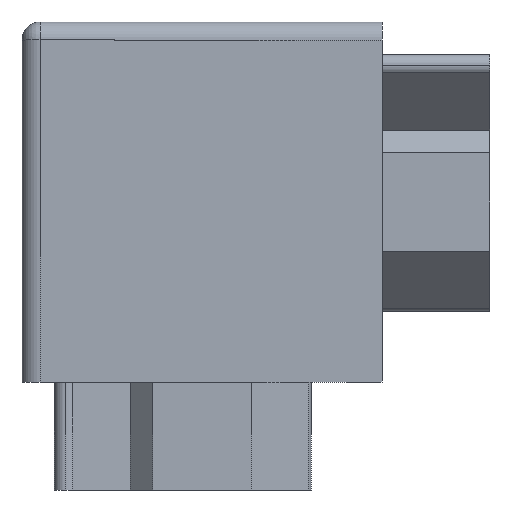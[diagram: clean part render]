
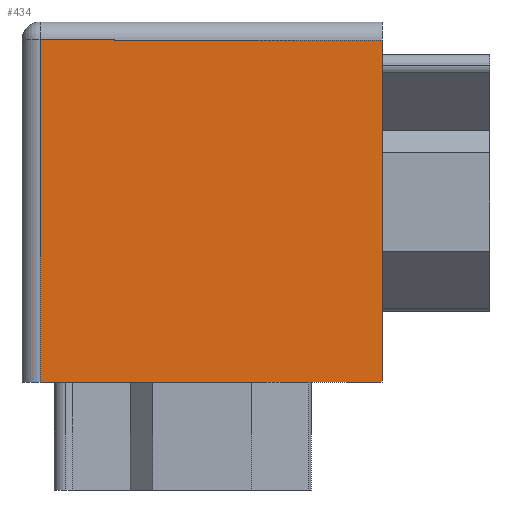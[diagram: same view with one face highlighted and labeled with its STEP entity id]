
A CAD part, left-side view. The second image highlights one B-rep face of the part: STEP entity #434.
In plain terms, the highlighted planar face has unit normal (-1, 0, 0).
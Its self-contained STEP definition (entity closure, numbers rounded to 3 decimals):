
#6 = DIRECTION ( 'NONE',  ( 0., 1., 0. ) ) ;
#13 = VERTEX_POINT ( 'NONE', #1002 ) ;
#23 = AXIS2_PLACEMENT_3D ( 'NONE', #1425, #69, #240 ) ;
#41 = VERTEX_POINT ( 'NONE', #1014 ) ;
#69 = DIRECTION ( 'NONE',  ( -1., 0., 0. ) ) ;
#109 = EDGE_LOOP ( 'NONE', ( #213, #1401, #345, #1784 ) ) ;
#183 = VECTOR ( 'NONE', #447, 1000. ) ;
#186 = VECTOR ( 'NONE', #1168, 1000. ) ;
#213 = ORIENTED_EDGE ( 'NONE', *, *, #541, .T. ) ;
#226 = VERTEX_POINT ( 'NONE', #1834 ) ;
#240 = DIRECTION ( 'NONE',  ( 0., 0., 1. ) ) ;
#304 = CARTESIAN_POINT ( 'NONE',  ( -5., -5., 5. ) ) ;
#336 = VECTOR ( 'NONE', #6, 1000. ) ;
#345 = ORIENTED_EDGE ( 'NONE', *, *, #1430, .T. ) ;
#365 = PLANE ( 'NONE',  #23 ) ;
#430 = CARTESIAN_POINT ( 'NONE',  ( -5., -5., -5. ) ) ;
#434 = ADVANCED_FACE ( 'NONE', ( #1601 ), #365, .T. ) ;
#447 = DIRECTION ( 'NONE',  ( 0., 0., -1. ) ) ;
#541 = EDGE_CURVE ( 'NONE', #41, #13, #1003, .T. ) ;
#717 = CARTESIAN_POINT ( 'NONE',  ( -5., 5., 4.5 ) ) ;
#1002 = CARTESIAN_POINT ( 'NONE',  ( -5., 4.5, 4.5 ) ) ;
#1003 = LINE ( 'NONE', #717, #336 ) ;
#1014 = CARTESIAN_POINT ( 'NONE',  ( -5., -5., 4.5 ) ) ;
#1141 = LINE ( 'NONE', #1596, #1352 ) ;
#1168 = DIRECTION ( 'NONE',  ( 0., 0., -1. ) ) ;
#1196 = EDGE_CURVE ( 'NONE', #13, #226, #1198, .T. ) ;
#1198 = LINE ( 'NONE', #1538, #183 ) ;
#1352 = VECTOR ( 'NONE', #1752, 1000. ) ;
#1401 = ORIENTED_EDGE ( 'NONE', *, *, #1196, .T. ) ;
#1425 = CARTESIAN_POINT ( 'NONE',  ( -5., -5., 0. ) ) ;
#1430 = EDGE_CURVE ( 'NONE', #226, #1526, #1141, .T. ) ;
#1526 = VERTEX_POINT ( 'NONE', #430 ) ;
#1538 = CARTESIAN_POINT ( 'NONE',  ( -5., 4.5, -5. ) ) ;
#1581 = EDGE_CURVE ( 'NONE', #41, #1526, #1927, .T. ) ;
#1596 = CARTESIAN_POINT ( 'NONE',  ( -5., 5., -5. ) ) ;
#1601 = FACE_OUTER_BOUND ( 'NONE', #109, .T. ) ;
#1752 = DIRECTION ( 'NONE',  ( 0., -1., 0. ) ) ;
#1784 = ORIENTED_EDGE ( 'NONE', *, *, #1581, .F. ) ;
#1834 = CARTESIAN_POINT ( 'NONE',  ( -5., 4.5, -5. ) ) ;
#1927 = LINE ( 'NONE', #304, #186 ) ;
